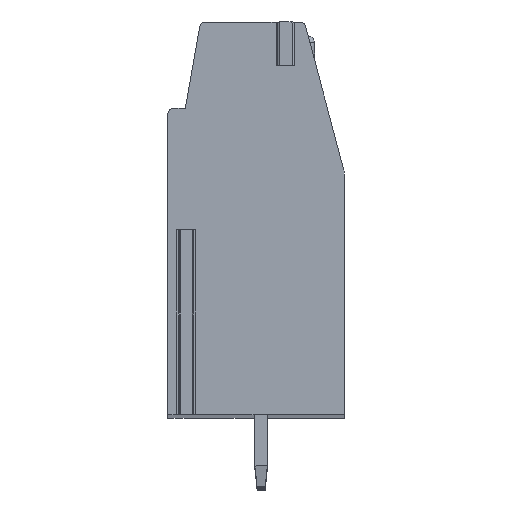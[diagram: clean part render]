
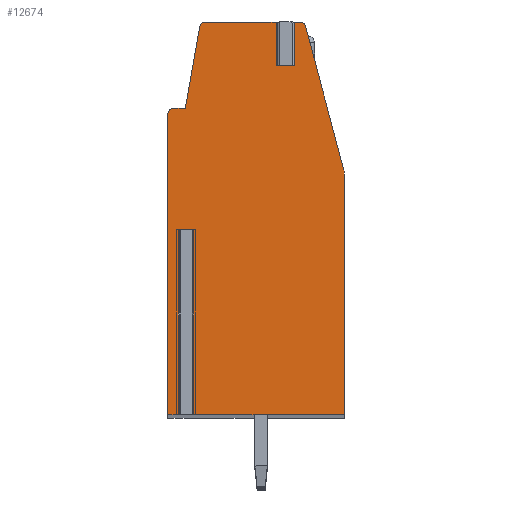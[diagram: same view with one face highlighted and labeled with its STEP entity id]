
A CAD part, top view. The second image highlights one B-rep face of the part: STEP entity #12674.
In plain terms, the highlighted planar face has unit normal (0, 0, 1).
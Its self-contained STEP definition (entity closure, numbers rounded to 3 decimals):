
#13=DIRECTION('',(-1.,0.,0.));
#14=VECTOR('',#13,0.743);
#15=CARTESIAN_POINT('',(-3.029,-0.55,99.06));
#16=LINE('',#15,#14);
#17=DIRECTION('',(0.,-1.,0.));
#18=VECTOR('',#17,9.);
#19=CARTESIAN_POINT('',(-3.771,-0.55,99.06));
#20=LINE('',#19,#18);
#21=DIRECTION('',(1.,0.,0.));
#22=VECTOR('',#21,0.529);
#23=CARTESIAN_POINT('',(-4.3,-9.55,99.06));
#24=LINE('',#23,#22);
#25=DIRECTION('',(0.,-1.,0.));
#26=VECTOR('',#25,14.6);
#27=CARTESIAN_POINT('',(-4.3,5.05,99.06));
#28=LINE('',#27,#26);
#29=CARTESIAN_POINT('',(-4.,5.05,99.06));
#30=DIRECTION('',(0.,0.,1.));
#31=DIRECTION('',(0.,1.,0.));
#32=AXIS2_PLACEMENT_3D('',#29,#30,#31);
#34=DIRECTION('',(-1.,0.,0.));
#35=VECTOR('',#34,0.558);
#36=CARTESIAN_POINT('',(-3.442,5.35,99.06));
#37=LINE('',#36,#35);
#38=DIRECTION('',(-0.174,-0.985,0.));
#39=VECTOR('',#38,4.013);
#40=CARTESIAN_POINT('',(-2.746,9.302,99.06));
#41=LINE('',#40,#39);
#42=CARTESIAN_POINT('',(-2.45,9.25,99.06));
#43=DIRECTION('',(0.,0.,1.));
#44=DIRECTION('',(0.,1.,0.));
#45=AXIS2_PLACEMENT_3D('',#42,#43,#44);
#47=DIRECTION('',(-1.,0.,0.));
#48=VECTOR('',#47,3.669);
#49=CARTESIAN_POINT('',(1.219,9.55,99.06));
#50=LINE('',#49,#48);
#51=DIRECTION('',(0.,-1.,0.));
#52=VECTOR('',#51,2.1);
#53=CARTESIAN_POINT('',(1.219,9.55,99.06));
#54=LINE('',#53,#52);
#55=DIRECTION('',(-1.,0.,0.));
#56=VECTOR('',#55,0.46);
#57=CARTESIAN_POINT('',(1.679,7.45,99.06));
#58=LINE('',#57,#56);
#59=DIRECTION('',(0.,-1.,0.));
#60=VECTOR('',#59,2.1);
#61=CARTESIAN_POINT('',(1.679,9.55,99.06));
#62=LINE('',#61,#60);
#63=DIRECTION('',(-1.,0.,0.));
#64=VECTOR('',#63,0.447);
#65=CARTESIAN_POINT('',(2.126,9.55,99.06));
#66=LINE('',#65,#64);
#67=CARTESIAN_POINT('',(2.126,9.25,99.06));
#68=DIRECTION('',(0.,0.,1.));
#69=DIRECTION('',(0.966,0.257,0.));
#70=AXIS2_PLACEMENT_3D('',#67,#68,#69);
#72=CARTESIAN_POINT('',(3.3,2.119,99.06));
#73=DIRECTION('',(0.,0.,1.));
#74=DIRECTION('',(1.,0.,0.));
#75=AXIS2_PLACEMENT_3D('',#72,#73,#74);
#77=DIRECTION('',(0.,1.,0.));
#78=VECTOR('',#77,11.669);
#79=CARTESIAN_POINT('',(4.3,-9.55,99.06));
#80=LINE('',#79,#78);
#81=DIRECTION('',(1.,0.,0.));
#82=VECTOR('',#81,7.329);
#83=CARTESIAN_POINT('',(-3.029,-9.55,99.06));
#84=LINE('',#83,#82);
#85=DIRECTION('',(0.,-1.,0.));
#86=VECTOR('',#85,9.);
#87=CARTESIAN_POINT('',(-3.029,-0.55,99.06));
#88=LINE('',#87,#86);
#571=DIRECTION('',(-0.257,0.966,0.));
#572=VECTOR('',#571,7.193);
#573=CARTESIAN_POINT('',(4.266,2.376,99.06));
#574=LINE('',#573,#572);
#10093=CARTESIAN_POINT('',(4.3,-9.55,99.06));
#10094=CARTESIAN_POINT('',(4.3,2.119,99.06));
#10095=VERTEX_POINT('',#10093);
#10096=VERTEX_POINT('',#10094);
#10097=CARTESIAN_POINT('',(4.266,2.376,99.06));
#10098=VERTEX_POINT('',#10097);
#10099=CARTESIAN_POINT('',(2.416,9.327,99.06));
#10100=CARTESIAN_POINT('',(2.126,9.55,99.06));
#10101=VERTEX_POINT('',#10099);
#10102=VERTEX_POINT('',#10100);
#10103=CARTESIAN_POINT('',(-2.45,9.55,99.06));
#10104=CARTESIAN_POINT('',(-2.746,9.302,99.06));
#10105=VERTEX_POINT('',#10103);
#10106=VERTEX_POINT('',#10104);
#10107=CARTESIAN_POINT('',(-3.442,5.35,99.06));
#10108=VERTEX_POINT('',#10107);
#10109=CARTESIAN_POINT('',(-4.,5.35,99.06));
#10110=VERTEX_POINT('',#10109);
#10111=CARTESIAN_POINT('',(-4.3,5.05,99.06));
#10112=VERTEX_POINT('',#10111);
#10113=CARTESIAN_POINT('',(-4.3,-9.55,99.06));
#10114=VERTEX_POINT('',#10113);
#10177=CARTESIAN_POINT('',(1.679,7.45,99.06));
#10178=CARTESIAN_POINT('',(1.219,7.45,99.06));
#10179=VERTEX_POINT('',#10177);
#10180=VERTEX_POINT('',#10178);
#10181=CARTESIAN_POINT('',(1.219,9.55,99.06));
#10182=VERTEX_POINT('',#10181);
#10183=CARTESIAN_POINT('',(1.679,9.55,99.06));
#10184=VERTEX_POINT('',#10183);
#10197=CARTESIAN_POINT('',(-3.029,-0.55,99.06));
#10198=CARTESIAN_POINT('',(-3.771,-0.55,99.06));
#10199=VERTEX_POINT('',#10197);
#10200=VERTEX_POINT('',#10198);
#10201=CARTESIAN_POINT('',(-3.029,-9.55,99.06));
#10202=VERTEX_POINT('',#10201);
#10203=CARTESIAN_POINT('',(-3.771,-9.55,99.06));
#10204=VERTEX_POINT('',#10203);
#12629=CARTESIAN_POINT('',(0.,0.,99.06));
#12630=DIRECTION('',(0.,0.,1.));
#12631=DIRECTION('',(1.,0.,0.));
#12632=AXIS2_PLACEMENT_3D('',#12629,#12630,#12631);
#12633=PLANE('',#12632);
#12635=ORIENTED_EDGE('',*,*,#12634,.T.);
#12637=ORIENTED_EDGE('',*,*,#12636,.T.);
#12639=ORIENTED_EDGE('',*,*,#12638,.F.);
#12641=ORIENTED_EDGE('',*,*,#12640,.F.);
#12643=ORIENTED_EDGE('',*,*,#12642,.F.);
#12645=ORIENTED_EDGE('',*,*,#12644,.F.);
#12647=ORIENTED_EDGE('',*,*,#12646,.F.);
#12649=ORIENTED_EDGE('',*,*,#12648,.F.);
#12651=ORIENTED_EDGE('',*,*,#12650,.F.);
#12653=ORIENTED_EDGE('',*,*,#12652,.T.);
#12655=ORIENTED_EDGE('',*,*,#12654,.F.);
#12657=ORIENTED_EDGE('',*,*,#12656,.F.);
#12659=ORIENTED_EDGE('',*,*,#12658,.F.);
#12661=ORIENTED_EDGE('',*,*,#12660,.F.);
#12663=ORIENTED_EDGE('',*,*,#12662,.F.);
#12665=ORIENTED_EDGE('',*,*,#12664,.F.);
#12667=ORIENTED_EDGE('',*,*,#12666,.F.);
#12669=ORIENTED_EDGE('',*,*,#12668,.F.);
#12671=ORIENTED_EDGE('',*,*,#12670,.F.);
#12672=EDGE_LOOP('',(#12635,#12637,#12639,#12641,#12643,#12645,#12647,#12649,
#12651,#12653,#12655,#12657,#12659,#12661,#12663,#12665,#12667,#12669,#12671));
#12673=FACE_OUTER_BOUND('',#12672,.F.);
#33=CIRCLE('',#32,0.3);
#46=CIRCLE('',#45,0.3);
#71=CIRCLE('',#70,0.3);
#76=CIRCLE('',#75,1.);
#12634=EDGE_CURVE('',#10199,#10200,#16,.T.);
#12636=EDGE_CURVE('',#10200,#10204,#20,.T.);
#12638=EDGE_CURVE('',#10114,#10204,#24,.T.);
#12640=EDGE_CURVE('',#10112,#10114,#28,.T.);
#12642=EDGE_CURVE('',#10110,#10112,#33,.T.);
#12644=EDGE_CURVE('',#10108,#10110,#37,.T.);
#12646=EDGE_CURVE('',#10106,#10108,#41,.T.);
#12648=EDGE_CURVE('',#10105,#10106,#46,.T.);
#12650=EDGE_CURVE('',#10182,#10105,#50,.T.);
#12652=EDGE_CURVE('',#10182,#10180,#54,.T.);
#12654=EDGE_CURVE('',#10179,#10180,#58,.T.);
#12656=EDGE_CURVE('',#10184,#10179,#62,.T.);
#12658=EDGE_CURVE('',#10102,#10184,#66,.T.);
#12660=EDGE_CURVE('',#10101,#10102,#71,.T.);
#12662=EDGE_CURVE('',#10098,#10101,#574,.T.);
#12664=EDGE_CURVE('',#10096,#10098,#76,.T.);
#12666=EDGE_CURVE('',#10095,#10096,#80,.T.);
#12668=EDGE_CURVE('',#10202,#10095,#84,.T.);
#12670=EDGE_CURVE('',#10199,#10202,#88,.T.);
#12674=ADVANCED_FACE('',(#12673),#12633,.T.);
